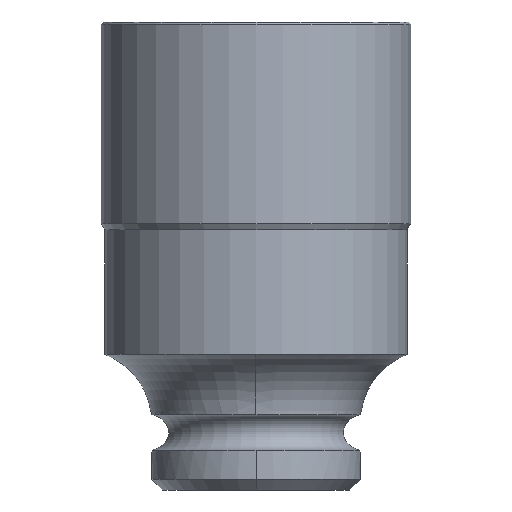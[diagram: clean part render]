
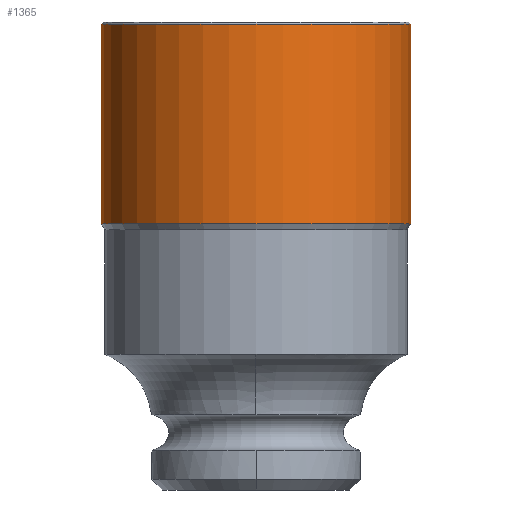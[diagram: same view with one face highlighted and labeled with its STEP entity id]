
A CAD part, left-side view. The second image highlights one B-rep face of the part: STEP entity #1365.
In plain terms, the highlighted cylindrical face has radius 21.5 mm (diameter 43 mm), a partial arc.
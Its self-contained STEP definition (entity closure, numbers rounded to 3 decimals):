
#301=CARTESIAN_POINT('',(0.,0.,37.));
#302=DIRECTION('',(0.,0.,1.));
#303=DIRECTION('',(0.,1.,0.));
#304=AXIS2_PLACEMENT_3D('',#301,#302,#303);
#306=CARTESIAN_POINT('',(0.,0.,64.7));
#307=DIRECTION('',(0.,0.,1.));
#308=DIRECTION('',(0.,1.,0.));
#309=AXIS2_PLACEMENT_3D('',#306,#307,#308);
#316=DIRECTION('',(0.,0.,1.));
#317=VECTOR('',#316,27.7);
#318=CARTESIAN_POINT('',(0.,-21.5,37.));
#319=LINE('',#318,#317);
#325=DIRECTION('',(0.,0.,1.));
#326=VECTOR('',#325,27.7);
#327=CARTESIAN_POINT('',(0.,21.5,37.));
#328=LINE('',#327,#326);
#1100=CARTESIAN_POINT('',(0.,-21.5,64.7));
#1101=CARTESIAN_POINT('',(0.,21.5,64.7));
#1102=VERTEX_POINT('',#1100);
#1103=VERTEX_POINT('',#1101);
#1138=CARTESIAN_POINT('',(0.,21.5,37.));
#1139=CARTESIAN_POINT('',(0.,-21.5,37.));
#1140=VERTEX_POINT('',#1138);
#1141=VERTEX_POINT('',#1139);
#1351=CARTESIAN_POINT('',(0.,0.,16.7));
#1352=DIRECTION('',(0.,0.,1.));
#1353=DIRECTION('',(0.,1.,0.));
#1354=AXIS2_PLACEMENT_3D('',#1351,#1352,#1353);
#1355=CYLINDRICAL_SURFACE('',#1354,21.5);
#1356=ORIENTED_EDGE('',*,*,#1341,.F.);
#1358=ORIENTED_EDGE('',*,*,#1357,.T.);
#1360=ORIENTED_EDGE('',*,*,#1359,.T.);
#1362=ORIENTED_EDGE('',*,*,#1361,.F.);
#1363=EDGE_LOOP('',(#1356,#1358,#1360,#1362));
#1364=FACE_OUTER_BOUND('',#1363,.F.);
#1365=ADVANCED_FACE('',(#1364),#1355,.T.);
#305=CIRCLE('',#304,21.5);
#310=CIRCLE('',#309,21.5);
#1341=EDGE_CURVE('',#1140,#1141,#305,.T.);
#1357=EDGE_CURVE('',#1140,#1103,#328,.T.);
#1359=EDGE_CURVE('',#1103,#1102,#310,.T.);
#1361=EDGE_CURVE('',#1141,#1102,#319,.T.);
